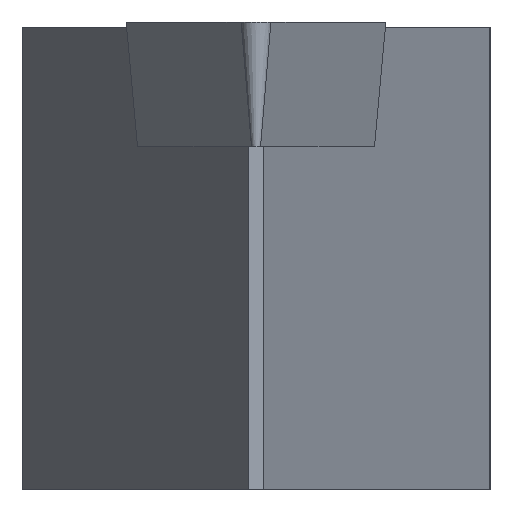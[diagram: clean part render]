
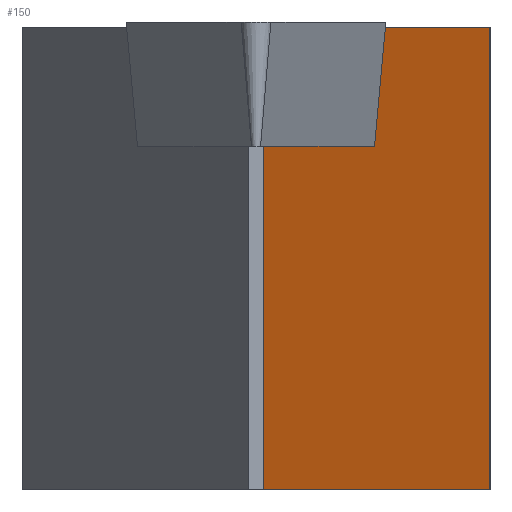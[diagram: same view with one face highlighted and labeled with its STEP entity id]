
A CAD part, left-side view. The second image highlights one B-rep face of the part: STEP entity #150.
In plain terms, the highlighted planar face has unit normal (-0.301, -0.954, 0).
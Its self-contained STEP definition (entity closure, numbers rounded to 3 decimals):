
#53=PLANE('',#370);
#67=FACE_OUTER_BOUND('',#186,.T.);
#89=LINE('',#516,#121);
#90=LINE('',#519,#122);
#91=LINE('',#521,#123);
#92=LINE('',#523,#124);
#121=VECTOR('',#432,1.);
#122=VECTOR('',#433,1.);
#123=VECTOR('',#434,1.);
#124=VECTOR('',#435,1.);
#150=ADVANCED_FACE('',(#67),#53,.F.);
#186=EDGE_LOOP('',(#238,#239,#240,#241));
#238=ORIENTED_EDGE('',*,*,#324,.T.);
#239=ORIENTED_EDGE('',*,*,#325,.T.);
#240=ORIENTED_EDGE('',*,*,#326,.F.);
#241=ORIENTED_EDGE('',*,*,#327,.T.);
#290=VERTEX_POINT('',#517);
#291=VERTEX_POINT('',#518);
#292=VERTEX_POINT('',#520);
#293=VERTEX_POINT('',#522);
#324=EDGE_CURVE('',#290,#291,#89,.T.);
#325=EDGE_CURVE('',#291,#292,#90,.T.);
#326=EDGE_CURVE('',#293,#292,#91,.T.);
#327=EDGE_CURVE('',#293,#290,#92,.T.);
#370=AXIS2_PLACEMENT_3D('',#524,#436,#437);
#432=DIRECTION('',(-0.954,0.301,0.));
#433=DIRECTION('',(0.,0.,-1.));
#434=DIRECTION('',(-0.954,0.301,0.));
#435=DIRECTION('',(0.,0.,1.));
#436=DIRECTION('',(0.301,0.954,0.));
#437=DIRECTION('',(-0.954,0.301,0.));
#516=CARTESIAN_POINT('',(20.52,-6.,-0.135));
#517=CARTESIAN_POINT('',(20.52,-6.,-0.135));
#518=CARTESIAN_POINT('',(2.125,-0.2,-0.135));
#519=CARTESIAN_POINT('',(2.125,-0.2,-12.));
#520=CARTESIAN_POINT('',(2.125,-0.2,-12.));
#521=CARTESIAN_POINT('',(20.52,-6.,-12.));
#522=CARTESIAN_POINT('',(20.52,-6.,-12.));
#523=CARTESIAN_POINT('',(20.52,-6.,-12.));
#524=CARTESIAN_POINT('',(20.52,-6.,-12.));
